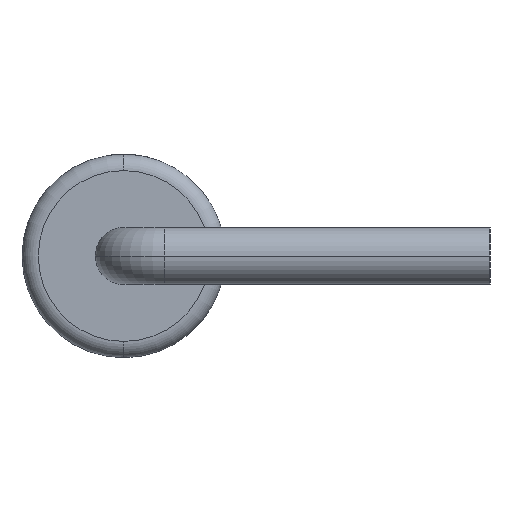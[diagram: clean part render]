
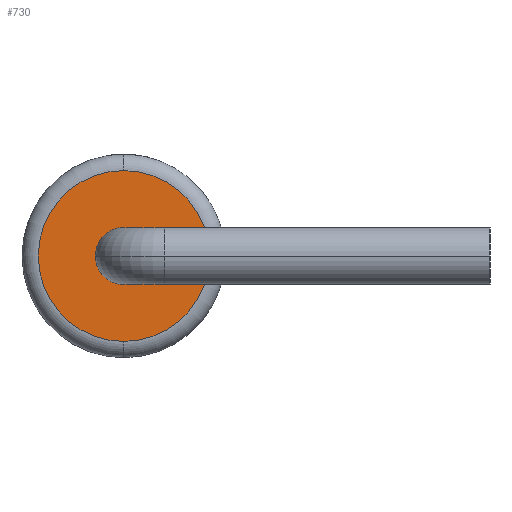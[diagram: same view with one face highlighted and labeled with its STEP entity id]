
A CAD part, left-side view. The second image highlights one B-rep face of the part: STEP entity #730.
In plain terms, the highlighted planar face has unit normal (-1, 0, 0).
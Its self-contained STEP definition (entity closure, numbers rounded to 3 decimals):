
#49 = DIRECTION ( 'NONE',  ( -1., 0., 0. ) ) ;
#61 = DIRECTION ( 'NONE',  ( 0., 0., -1. ) ) ;
#195 = DIRECTION ( 'NONE',  ( 0., 0., 1. ) ) ;
#200 = EDGE_CURVE ( 'NONE', #1070, #891, #1822, .T. ) ;
#204 = CARTESIAN_POINT ( 'NONE',  ( -2.248, 0., 0. ) ) ;
#225 = CARTESIAN_POINT ( 'NONE',  ( -2.248, 0., 0.35 ) ) ;
#326 = CIRCLE ( 'NONE', #1422, 1.05 ) ;
#462 = ORIENTED_EDGE ( 'NONE', *, *, #1885, .F. ) ;
#559 = CIRCLE ( 'NONE', #800, 0.35 ) ;
#730 = ADVANCED_FACE ( 'NONE', ( #1551, #1494 ), #1457, .F. ) ;
#775 = ORIENTED_EDGE ( 'NONE', *, *, #1176, .T. ) ;
#800 = AXIS2_PLACEMENT_3D ( 'NONE', #1156, #49, #2028 ) ;
#891 = VERTEX_POINT ( 'NONE', #987 ) ;
#959 = AXIS2_PLACEMENT_3D ( 'NONE', #1876, #1476, #1147 ) ;
#987 = CARTESIAN_POINT ( 'NONE',  ( -2.248, 0., 1.05 ) ) ;
#1070 = VERTEX_POINT ( 'NONE', #1659 ) ;
#1074 = EDGE_LOOP ( 'NONE', ( #2029, #462 ) ) ;
#1084 = EDGE_CURVE ( 'NONE', #1504, #1467, #2319, .T. ) ;
#1089 = DIRECTION ( 'NONE',  ( -1., 0., 0. ) ) ;
#1143 = CARTESIAN_POINT ( 'NONE',  ( -2.248, 0., 0. ) ) ;
#1147 = DIRECTION ( 'NONE',  ( 0., 0., 1. ) ) ;
#1156 = CARTESIAN_POINT ( 'NONE',  ( -2.248, 0., 0. ) ) ;
#1176 = EDGE_CURVE ( 'NONE', #891, #1070, #326, .T. ) ;
#1235 = CARTESIAN_POINT ( 'NONE',  ( -2.248, 0., -0.35 ) ) ;
#1422 = AXIS2_PLACEMENT_3D ( 'NONE', #1436, #1089, #195 ) ;
#1426 = ORIENTED_EDGE ( 'NONE', *, *, #200, .T. ) ;
#1436 = CARTESIAN_POINT ( 'NONE',  ( -2.248, 0., 0. ) ) ;
#1446 = DIRECTION ( 'NONE',  ( -1., 0., 0. ) ) ;
#1457 = PLANE ( 'NONE',  #2236 ) ;
#1467 = VERTEX_POINT ( 'NONE', #1235 ) ;
#1476 = DIRECTION ( 'NONE',  ( -1., 0., 0. ) ) ;
#1494 = FACE_OUTER_BOUND ( 'NONE', #1566, .T. ) ;
#1504 = VERTEX_POINT ( 'NONE', #225 ) ;
#1546 = AXIS2_PLACEMENT_3D ( 'NONE', #204, #1446, #1637 ) ;
#1551 = FACE_BOUND ( 'NONE', #1074, .T. ) ;
#1566 = EDGE_LOOP ( 'NONE', ( #775, #1426 ) ) ;
#1637 = DIRECTION ( 'NONE',  ( 0., 0., 1. ) ) ;
#1659 = CARTESIAN_POINT ( 'NONE',  ( -2.248, 0., -1.05 ) ) ;
#1822 = CIRCLE ( 'NONE', #1546, 1.05 ) ;
#1823 = DIRECTION ( 'NONE',  ( 1., 0., 0. ) ) ;
#1876 = CARTESIAN_POINT ( 'NONE',  ( -2.248, 0., 0. ) ) ;
#1885 = EDGE_CURVE ( 'NONE', #1467, #1504, #559, .T. ) ;
#2028 = DIRECTION ( 'NONE',  ( 0., 0., 1. ) ) ;
#2029 = ORIENTED_EDGE ( 'NONE', *, *, #1084, .F. ) ;
#2236 = AXIS2_PLACEMENT_3D ( 'NONE', #1143, #1823, #61 ) ;
#2319 = CIRCLE ( 'NONE', #959, 0.35 ) ;
